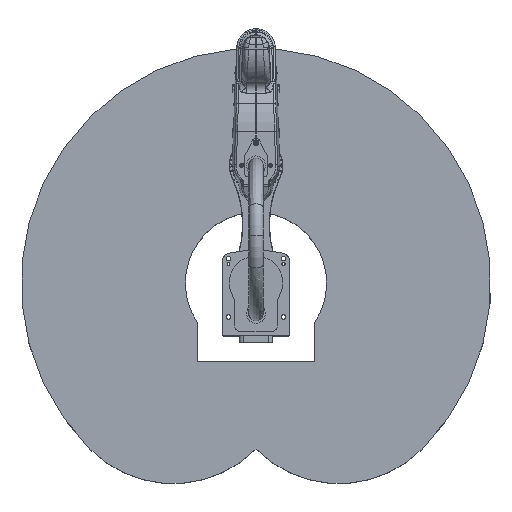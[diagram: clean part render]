
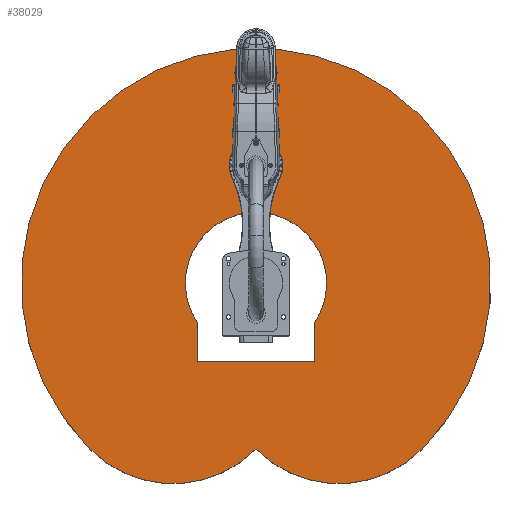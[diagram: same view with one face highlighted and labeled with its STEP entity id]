
A CAD part, top view. The second image highlights one B-rep face of the part: STEP entity #38029.
In plain terms, the highlighted planar face has unit normal (0, 0, 1).
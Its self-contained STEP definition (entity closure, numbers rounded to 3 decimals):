
#1178=FACE_BOUND('',#11821,.T.);
#3828=LINE('',#84941,#6290);
#3832=LINE('',#84948,#6294);
#3835=LINE('',#84954,#6297);
#6290=VECTOR('',#51135,10.);
#6294=VECTOR('',#51141,10.);
#6297=VECTOR('',#51146,10.);
#7207=PLANE('',#41796);
#9361=FACE_OUTER_BOUND('',#11820,.T.);
#11820=EDGE_LOOP('',(#33303,#33304,#33305));
#11821=EDGE_LOOP('',(#33306,#33307,#33308,#33309));
#13444=CIRCLE('',#41797,350.);
#13445=CIRCLE('',#41798,700.);
#13446=CIRCLE('',#41799,350.);
#13447=CIRCLE('',#41800,210.494);
#17682=VERTEX_POINT('',#84938);
#17683=VERTEX_POINT('',#84940);
#17685=VERTEX_POINT('',#84946);
#17687=VERTEX_POINT('',#84952);
#17688=VERTEX_POINT('',#84956);
#17689=VERTEX_POINT('',#84957);
#17690=VERTEX_POINT('',#84959);
#22888=EDGE_CURVE('',#17683,#17682,#3828,.T.);
#22892=EDGE_CURVE('',#17682,#17685,#3832,.T.);
#22895=EDGE_CURVE('',#17685,#17687,#3835,.T.);
#22896=EDGE_CURVE('',#17688,#17689,#13444,.T.);
#22897=EDGE_CURVE('',#17689,#17690,#13445,.T.);
#22898=EDGE_CURVE('',#17690,#17688,#13446,.T.);
#22899=EDGE_CURVE('',#17687,#17683,#13447,.T.);
#33303=ORIENTED_EDGE('',*,*,#22896,.T.);
#33304=ORIENTED_EDGE('',*,*,#22897,.T.);
#33305=ORIENTED_EDGE('',*,*,#22898,.T.);
#33306=ORIENTED_EDGE('',*,*,#22888,.T.);
#33307=ORIENTED_EDGE('',*,*,#22892,.T.);
#33308=ORIENTED_EDGE('',*,*,#22895,.T.);
#33309=ORIENTED_EDGE('',*,*,#22899,.T.);
#38029=ADVANCED_FACE('',(#9361,#1178),#7207,.T.);
#41796=AXIS2_PLACEMENT_3D('',#84955,#51147,#51148);
#41797=AXIS2_PLACEMENT_3D('',#84958,#51149,#51150);
#41798=AXIS2_PLACEMENT_3D('',#84960,#51151,#51152);
#41799=AXIS2_PLACEMENT_3D('',#84961,#51153,#51154);
#41800=AXIS2_PLACEMENT_3D('',#84962,#51155,#51156);
#51135=DIRECTION('',(-1.,0.,0.));
#51141=DIRECTION('',(0.,1.,0.));
#51146=DIRECTION('',(1.,0.,0.));
#51147=DIRECTION('center_axis',(0.,0.,1.));
#51148=DIRECTION('ref_axis',(1.,0.,0.));
#51149=DIRECTION('center_axis',(0.,0.,1.));
#51150=DIRECTION('ref_axis',(0.707,-0.707,0.));
#51151=DIRECTION('center_axis',(0.,0.,1.));
#51152=DIRECTION('ref_axis',(0.707,0.707,0.));
#51153=DIRECTION('center_axis',(0.,0.,1.));
#51154=DIRECTION('ref_axis',(0.707,-0.707,0.));
#51155=DIRECTION('center_axis',(0.,0.,-1.));
#51156=DIRECTION('ref_axis',(-1.,0.,0.));
#84938=CARTESIAN_POINT('',(-233.,-175.,200.));
#84940=CARTESIAN_POINT('',(-116.973,-175.,200.));
#84941=CARTESIAN_POINT('',(45.953,-175.,200.));
#84946=CARTESIAN_POINT('',(-233.,175.,200.));
#84948=CARTESIAN_POINT('',(-233.,-87.5,200.));
#84952=CARTESIAN_POINT('',(-116.973,175.,200.));
#84954=CARTESIAN_POINT('',(-108.047,175.,200.));
#84955=CARTESIAN_POINT('Origin',(16.906,0.,
200.));
#84956=CARTESIAN_POINT('',(-494.975,0.,200.));
#84957=CARTESIAN_POINT('',(-494.975,-494.975,200.));
#84958=CARTESIAN_POINT('Origin',(-247.487,-247.487,200.));
#84959=CARTESIAN_POINT('',(-494.975,494.975,200.));
#84960=CARTESIAN_POINT('Origin',(0.,0.,200.));
#84961=CARTESIAN_POINT('Origin',(-247.487,247.487,200.));
#84962=CARTESIAN_POINT('Origin',(0.,0.,200.));
